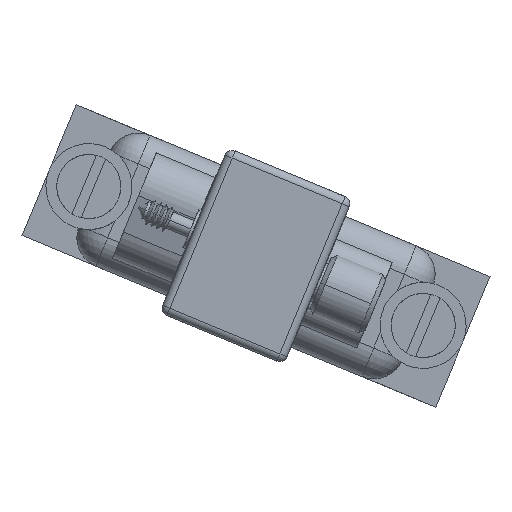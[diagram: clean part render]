
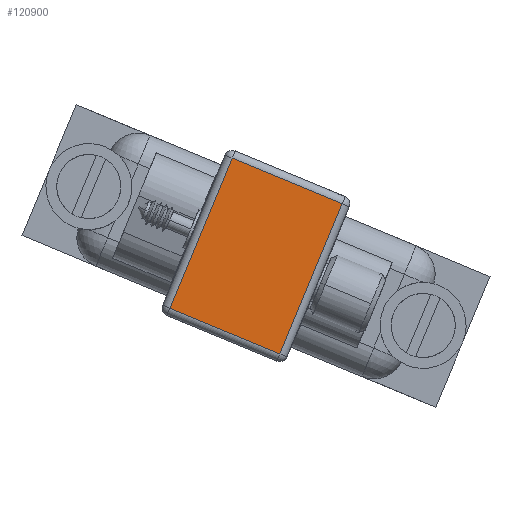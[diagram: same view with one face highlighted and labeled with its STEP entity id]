
A CAD part, front view. The second image highlights one B-rep face of the part: STEP entity #120900.
In plain terms, the highlighted face is planar.
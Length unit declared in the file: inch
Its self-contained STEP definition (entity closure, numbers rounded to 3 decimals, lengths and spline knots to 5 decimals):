
#3125 = ORIENTED_EDGE ( 'NONE', *, *, #49706, .T. ) ;
#11006 = EDGE_LOOP ( 'NONE', ( #95121, #119511, #3125, #98588 ) ) ;
#11394 = CARTESIAN_POINT ( 'NONE',  ( 1.1811, 0.45276, -0.30315 ) ) ;
#17926 = LINE ( 'NONE', #110922, #22841 ) ;
#22841 = VECTOR ( 'NONE', #69073, 39.37008 ) ;
#24973 = VERTEX_POINT ( 'NONE', #56241 ) ;
#26948 = LINE ( 'NONE', #94774, #64766 ) ;
#28499 = DIRECTION ( 'NONE',  ( -1., 0., 0. ) ) ;
#29834 = PLANE ( 'NONE',  #69605 ) ;
#34782 = VECTOR ( 'NONE', #58864, 39.37008 ) ;
#42645 = EDGE_CURVE ( 'NONE', #129328, #114405, #97522, .T. ) ;
#44625 = LINE ( 'NONE', #11394, #110552 ) ;
#48076 = CARTESIAN_POINT ( 'NONE',  ( 1.1811, 0.41339, 0.30315 ) ) ;
#49706 = EDGE_CURVE ( 'NONE', #57600, #129328, #26948, .T. ) ;
#50023 = CARTESIAN_POINT ( 'NONE',  ( 1.1811, 0.45276, -0.34252 ) ) ;
#52116 = CARTESIAN_POINT ( 'NONE',  ( 1.1811, 0.41339, -0.30315 ) ) ;
#56241 = CARTESIAN_POINT ( 'NONE',  ( 1.1811, -0.41339, -0.30315 ) ) ;
#57600 = VERTEX_POINT ( 'NONE', #52116 ) ;
#58864 = DIRECTION ( 'NONE',  ( 0., -1., 0. ) ) ;
#61874 = FACE_OUTER_BOUND ( 'NONE', #11006, .T. ) ;
#64766 = VECTOR ( 'NONE', #83660, 39.37008 ) ;
#69073 = DIRECTION ( 'NONE',  ( 0., 0., -1. ) ) ;
#69605 = AXIS2_PLACEMENT_3D ( 'NONE', #50023, #28499, #123597 ) ;
#74052 = DIRECTION ( 'NONE',  ( 0., 1., 0. ) ) ;
#77874 = CARTESIAN_POINT ( 'NONE',  ( 1.1811, -0.41339, 0.30315 ) ) ;
#78769 = CARTESIAN_POINT ( 'NONE',  ( 1.1811, 0.45276, 0.30315 ) ) ;
#83660 = DIRECTION ( 'NONE',  ( 0., 0., 1. ) ) ;
#89850 = EDGE_CURVE ( 'NONE', #114405, #24973, #17926, .T. ) ;
#94774 = CARTESIAN_POINT ( 'NONE',  ( 1.1811, 0.41339, 0.34252 ) ) ;
#95121 = ORIENTED_EDGE ( 'NONE', *, *, #89850, .T. ) ;
#97522 = LINE ( 'NONE', #78769, #34782 ) ;
#98588 = ORIENTED_EDGE ( 'NONE', *, *, #42645, .T. ) ;
#110552 = VECTOR ( 'NONE', #74052, 39.37008 ) ;
#110922 = CARTESIAN_POINT ( 'NONE',  ( 1.1811, -0.41339, -0.34252 ) ) ;
#111663 = EDGE_CURVE ( 'NONE', #24973, #57600, #44625, .T. ) ;
#114405 = VERTEX_POINT ( 'NONE', #77874 ) ;
#119511 = ORIENTED_EDGE ( 'NONE', *, *, #111663, .T. ) ;
#120900 = ADVANCED_FACE ( 'NONE', ( #61874 ), #29834, .F. ) ;
#123597 = DIRECTION ( 'NONE',  ( 0., 0., 1. ) ) ;
#129328 = VERTEX_POINT ( 'NONE', #48076 ) ;
